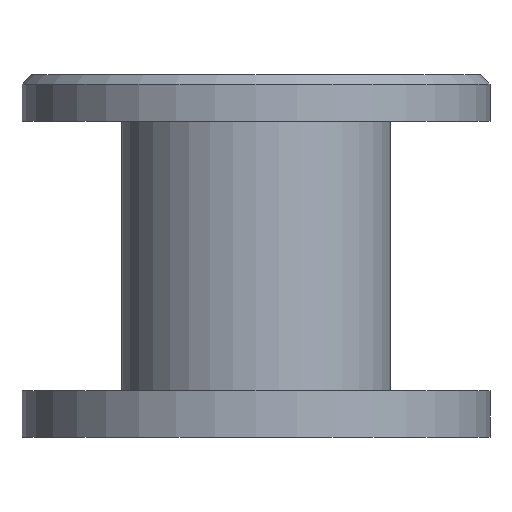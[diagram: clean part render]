
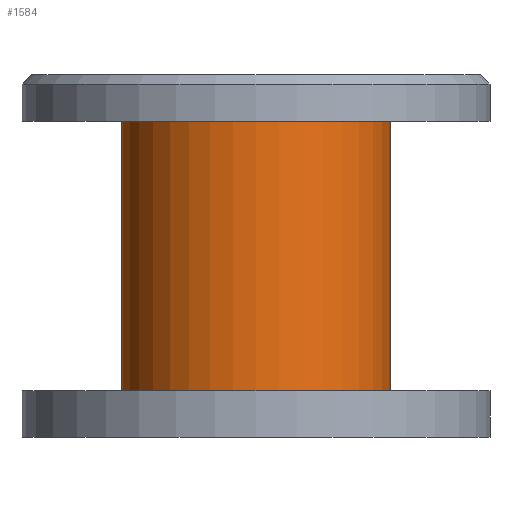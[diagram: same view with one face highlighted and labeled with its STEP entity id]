
A CAD part, front view. The second image highlights one B-rep face of the part: STEP entity #1584.
In plain terms, the highlighted cylindrical face has radius 2.875 mm (diameter 5.75 mm), a partial arc.
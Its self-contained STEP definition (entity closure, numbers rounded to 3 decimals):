
#49 = AXIS2_PLACEMENT_3D ( 'NONE', #1536, #1887, #4082 ) ;
#73 = CARTESIAN_POINT ( 'NONE',  ( 2.875, 0., 1. ) ) ;
#104 = CYLINDRICAL_SURFACE ( 'NONE', #2780, 2.875 ) ;
#120 = CIRCLE ( 'NONE', #49, 2.875 ) ;
#177 = CARTESIAN_POINT ( 'NONE',  ( 0., 0., 1. ) ) ;
#192 = DIRECTION ( 'NONE',  ( 0., 0., 1. ) ) ;
#283 = AXIS2_PLACEMENT_3D ( 'NONE', #177, #919, #2405 ) ;
#377 = EDGE_CURVE ( 'NONE', #3186, #1573, #4212, .T. ) ;
#495 = CARTESIAN_POINT ( 'NONE',  ( 0., 0., 6.75 ) ) ;
#681 = CARTESIAN_POINT ( 'NONE',  ( -2.875, 0., 6.75 ) ) ;
#873 = DIRECTION ( 'NONE',  ( 0., 0., 1. ) ) ;
#892 = ORIENTED_EDGE ( 'NONE', *, *, #377, .F. ) ;
#919 = DIRECTION ( 'NONE',  ( 0., 0., -1. ) ) ;
#1064 = VERTEX_POINT ( 'NONE', #1986 ) ;
#1076 = EDGE_CURVE ( 'NONE', #1573, #1176, #3516, .T. ) ;
#1176 = VERTEX_POINT ( 'NONE', #681 ) ;
#1203 = EDGE_CURVE ( 'NONE', #1176, #1064, #120, .T. ) ;
#1536 = CARTESIAN_POINT ( 'NONE',  ( 0., 0., 6.75 ) ) ;
#1573 = VERTEX_POINT ( 'NONE', #2356 ) ;
#1584 = ADVANCED_FACE ( 'NONE', ( #2336 ), #104, .T. ) ;
#1634 = DIRECTION ( 'NONE',  ( -1., 0., 0. ) ) ;
#1840 = ORIENTED_EDGE ( 'NONE', *, *, #2082, .T. ) ;
#1887 = DIRECTION ( 'NONE',  ( 0., 0., 1. ) ) ;
#1986 = CARTESIAN_POINT ( 'NONE',  ( 2.875, 0., 6.75 ) ) ;
#1998 = EDGE_LOOP ( 'NONE', ( #892, #1840, #3355, #4641 ) ) ;
#2082 = EDGE_CURVE ( 'NONE', #3186, #1064, #3908, .T. ) ;
#2336 = FACE_OUTER_BOUND ( 'NONE', #1998, .T. ) ;
#2356 = CARTESIAN_POINT ( 'NONE',  ( -2.875, 0., 1. ) ) ;
#2388 = VECTOR ( 'NONE', #192, 1000. ) ;
#2405 = DIRECTION ( 'NONE',  ( 0., 1., 0. ) ) ;
#2530 = DIRECTION ( 'NONE',  ( 0., 0., 1. ) ) ;
#2780 = AXIS2_PLACEMENT_3D ( 'NONE', #495, #873, #1634 ) ;
#2874 = CARTESIAN_POINT ( 'NONE',  ( 2.875, 0., 6.75 ) ) ;
#3186 = VERTEX_POINT ( 'NONE', #73 ) ;
#3355 = ORIENTED_EDGE ( 'NONE', *, *, #1203, .F. ) ;
#3516 = LINE ( 'NONE', #4550, #2388 ) ;
#3908 = LINE ( 'NONE', #2874, #4677 ) ;
#4082 = DIRECTION ( 'NONE',  ( -1., 0., 0. ) ) ;
#4212 = CIRCLE ( 'NONE', #283, 2.875 ) ;
#4550 = CARTESIAN_POINT ( 'NONE',  ( -2.875, 0., 6.75 ) ) ;
#4641 = ORIENTED_EDGE ( 'NONE', *, *, #1076, .F. ) ;
#4677 = VECTOR ( 'NONE', #2530, 1000. ) ;
